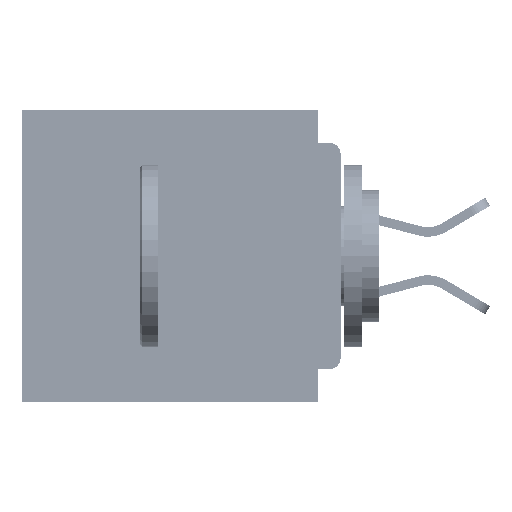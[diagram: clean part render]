
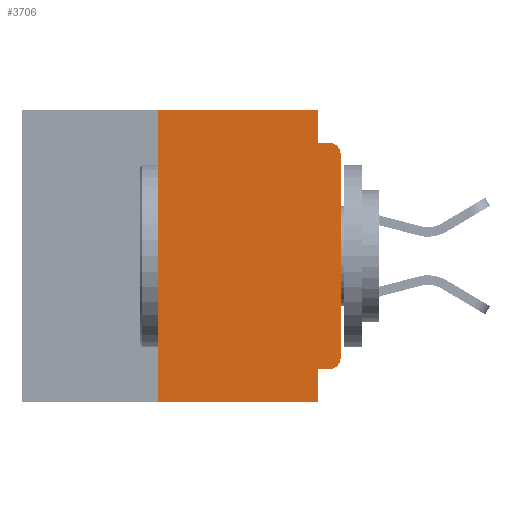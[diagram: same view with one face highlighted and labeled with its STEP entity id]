
A CAD part, left-side view. The second image highlights one B-rep face of the part: STEP entity #3706.
In plain terms, the highlighted planar face has unit normal (-1, 0, 0).
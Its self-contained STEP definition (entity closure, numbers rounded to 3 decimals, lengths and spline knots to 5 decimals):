
#367 = FACE_OUTER_BOUND ( 'NONE', #28845, .T. ) ;
#1953 = VERTEX_POINT ( 'NONE', #18801 ) ;
#2305 = VERTEX_POINT ( 'NONE', #62617 ) ;
#3190 = VERTEX_POINT ( 'NONE', #31995 ) ;
#3462 = CARTESIAN_POINT ( 'NONE',  ( 0., 0.015, -0.34 ) ) ;
#3583 = AXIS2_PLACEMENT_3D ( 'NONE', #14046, #13055, #12971 ) ;
#3706 = ADVANCED_FACE ( 'NONE', ( #367 ), #13119, .F. ) ;
#4019 = VECTOR ( 'NONE', #53597, 39.37008 ) ;
#4543 = CARTESIAN_POINT ( 'NONE',  ( 0., 0., -0.355 ) ) ;
#4982 = DIRECTION ( 'NONE',  ( 0., 0., -1. ) ) ;
#5750 = LINE ( 'NONE', #26921, #4019 ) ;
#5859 = LINE ( 'NONE', #63535, #45480 ) ;
#5989 = CARTESIAN_POINT ( 'NONE',  ( 0., 0.437, 0. ) ) ;
#7446 = EDGE_CURVE ( 'NONE', #48352, #1953, #51709, .T. ) ;
#8239 = VECTOR ( 'NONE', #4982, 39.37008 ) ;
#8567 = CARTESIAN_POINT ( 'NONE',  ( 0., 0.25, -0.4 ) ) ;
#8952 = DIRECTION ( 'NONE',  ( 0., 0., -1. ) ) ;
#9681 = VERTEX_POINT ( 'NONE', #35829 ) ;
#11416 = DIRECTION ( 'NONE',  ( 0., -1., 0. ) ) ;
#12971 = DIRECTION ( 'NONE',  ( 0., 0., -1. ) ) ;
#13055 = DIRECTION ( 'NONE',  ( 1., 0., 0. ) ) ;
#13119 = PLANE ( 'NONE',  #3583 ) ;
#13906 = ORIENTED_EDGE ( 'NONE', *, *, #33409, .F. ) ;
#14046 = CARTESIAN_POINT ( 'NONE',  ( 0., 0.437, 0. ) ) ;
#14196 = VECTOR ( 'NONE', #42565, 39.37008 ) ;
#14228 = AXIS2_PLACEMENT_3D ( 'NONE', #3462, #41309, #8952 ) ;
#14504 = EDGE_CURVE ( 'NONE', #45732, #16042, #37012, .T. ) ;
#15895 = LINE ( 'NONE', #4543, #14196 ) ;
#16042 = VERTEX_POINT ( 'NONE', #61907 ) ;
#16924 = ORIENTED_EDGE ( 'NONE', *, *, #47506, .F. ) ;
#17078 = CARTESIAN_POINT ( 'NONE',  ( 0., 0.031, 0. ) ) ;
#17583 = LINE ( 'NONE', #57119, #44531 ) ;
#18801 = CARTESIAN_POINT ( 'NONE',  ( 0., 0.015, -0.045 ) ) ;
#20471 = EDGE_CURVE ( 'NONE', #43602, #3190, #15895, .T. ) ;
#23249 = ORIENTED_EDGE ( 'NONE', *, *, #7446, .T. ) ;
#23822 = CARTESIAN_POINT ( 'NONE',  ( 0., 0.015, -0.355 ) ) ;
#26764 = CARTESIAN_POINT ( 'NONE',  ( 0., 0.031, 0. ) ) ;
#26783 = ORIENTED_EDGE ( 'NONE', *, *, #56379, .T. ) ;
#26921 = CARTESIAN_POINT ( 'NONE',  ( 0., 0.031, -0.4 ) ) ;
#27343 = AXIS2_PLACEMENT_3D ( 'NONE', #63718, #31835, #69009 ) ;
#28845 = EDGE_LOOP ( 'NONE', ( #69326, #23249, #39347, #37065, #16924, #13906, #26783, #42899, #59965, #51192 ) ) ;
#28869 = EDGE_CURVE ( 'NONE', #3190, #36917, #5750, .T. ) ;
#29823 = VECTOR ( 'NONE', #48868, 39.37008 ) ;
#31517 = LINE ( 'NONE', #43555, #29823 ) ;
#31835 = DIRECTION ( 'NONE',  ( -1., 0., 0. ) ) ;
#31995 = CARTESIAN_POINT ( 'NONE',  ( 0., 0.031, -0.355 ) ) ;
#33409 = EDGE_CURVE ( 'NONE', #53800, #9681, #31517, .T. ) ;
#35829 = CARTESIAN_POINT ( 'NONE',  ( 0., 0.25, 0. ) ) ;
#36535 = VECTOR ( 'NONE', #11416, 39.37008 ) ;
#36917 = VERTEX_POINT ( 'NONE', #61387 ) ;
#37012 = LINE ( 'NONE', #26764, #8239 ) ;
#37065 = ORIENTED_EDGE ( 'NONE', *, *, #14504, .F. ) ;
#37650 = EDGE_CURVE ( 'NONE', #16042, #1953, #17583, .T. ) ;
#39347 = ORIENTED_EDGE ( 'NONE', *, *, #37650, .F. ) ;
#41309 = DIRECTION ( 'NONE',  ( -1., 0., 0. ) ) ;
#41890 = CARTESIAN_POINT ( 'NONE',  ( 0., 0., -0.06 ) ) ;
#42565 = DIRECTION ( 'NONE',  ( 0., 1., 0. ) ) ;
#42899 = ORIENTED_EDGE ( 'NONE', *, *, #28869, .F. ) ;
#43555 = CARTESIAN_POINT ( 'NONE',  ( 0., 0.25, -0.4 ) ) ;
#43602 = VERTEX_POINT ( 'NONE', #23822 ) ;
#44531 = VECTOR ( 'NONE', #62440, 39.37008 ) ;
#45407 = CIRCLE ( 'NONE', #14228, 0.015 ) ;
#45480 = VECTOR ( 'NONE', #53108, 39.37008 ) ;
#45732 = VERTEX_POINT ( 'NONE', #17078 ) ;
#47506 = EDGE_CURVE ( 'NONE', #9681, #45732, #66410, .T. ) ;
#48352 = VERTEX_POINT ( 'NONE', #41890 ) ;
#48868 = DIRECTION ( 'NONE',  ( 0., 0., 1. ) ) ;
#49337 = CARTESIAN_POINT ( 'NONE',  ( 0., 0., 0. ) ) ;
#49436 = EDGE_CURVE ( 'NONE', #43602, #2305, #45407, .T. ) ;
#51192 = ORIENTED_EDGE ( 'NONE', *, *, #49436, .T. ) ;
#51709 = CIRCLE ( 'NONE', #27343, 0.015 ) ;
#53108 = DIRECTION ( 'NONE',  ( 0., -1., 0. ) ) ;
#53597 = DIRECTION ( 'NONE',  ( 0., 0., -1. ) ) ;
#53800 = VERTEX_POINT ( 'NONE', #8567 ) ;
#54687 = DIRECTION ( 'NONE',  ( 0., 0., 1. ) ) ;
#56379 = EDGE_CURVE ( 'NONE', #53800, #36917, #5859, .T. ) ;
#57119 = CARTESIAN_POINT ( 'NONE',  ( 0., 0., -0.045 ) ) ;
#59965 = ORIENTED_EDGE ( 'NONE', *, *, #20471, .F. ) ;
#61387 = CARTESIAN_POINT ( 'NONE',  ( 0., 0.031, -0.4 ) ) ;
#61907 = CARTESIAN_POINT ( 'NONE',  ( 0., 0.031, -0.045 ) ) ;
#62440 = DIRECTION ( 'NONE',  ( 0., -1., 0. ) ) ;
#62617 = CARTESIAN_POINT ( 'NONE',  ( 0., 0., -0.34 ) ) ;
#63535 = CARTESIAN_POINT ( 'NONE',  ( 0., 0.437, -0.4 ) ) ;
#63718 = CARTESIAN_POINT ( 'NONE',  ( 0., 0.015, -0.06 ) ) ;
#66410 = LINE ( 'NONE', #5989, #36535 ) ;
#66674 = VECTOR ( 'NONE', #54687, 39.37008 ) ;
#68184 = EDGE_CURVE ( 'NONE', #2305, #48352, #68330, .T. ) ;
#68330 = LINE ( 'NONE', #49337, #66674 ) ;
#69009 = DIRECTION ( 'NONE',  ( 0., 0., -1. ) ) ;
#69326 = ORIENTED_EDGE ( 'NONE', *, *, #68184, .T. ) ;
